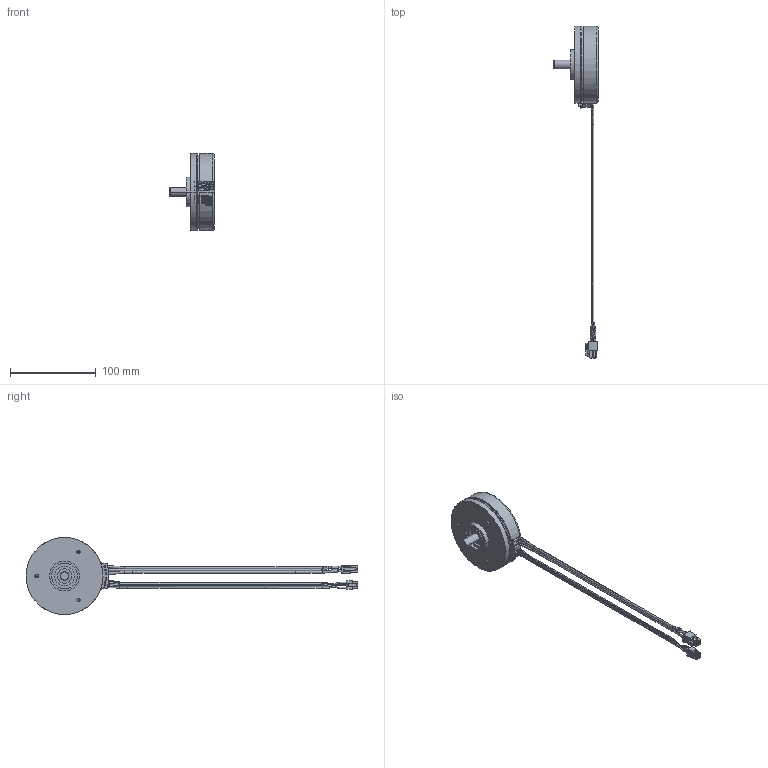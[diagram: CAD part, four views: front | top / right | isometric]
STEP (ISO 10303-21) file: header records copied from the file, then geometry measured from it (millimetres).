
FILE_DESCRIPTION((''),'2;1');
FILE_NAME('4559089','2019-02-25T',('mmagvisi'),(''),'CREO PARAMETRIC BY PTC INC, 2017300','CREO PARAMETRIC BY PTC INC, 2017300','');
FILE_SCHEMA(('CONFIG_CONTROL_DESIGN'));
Length unit declared in the file: millimetre
Products named in the file (1): 4559089
Bounding box: 52.5 x 388 x 90 mm (x, y, z)
Volume: 182022.1 mm3; surface area: 40232.8 mm2
Topology: 5 solids, 5 shells, 708 faces, 1805 edges, 1145 vertices
Faces by surface type: plane 394, cylinder 233, torus 71, cone 10
Entity records: 28128 total; most frequent: CARTESIAN_POINT 4123, DIRECTION 3686, ORIENTED_EDGE 3598, PRESENTATION_STYLE_ASSIGNMENT 1943, STYLED_ITEM 1804, CURVE_STYLE 1799, EDGE_CURVE 1799, AXIS2_PLACEMENT_3D 1232
